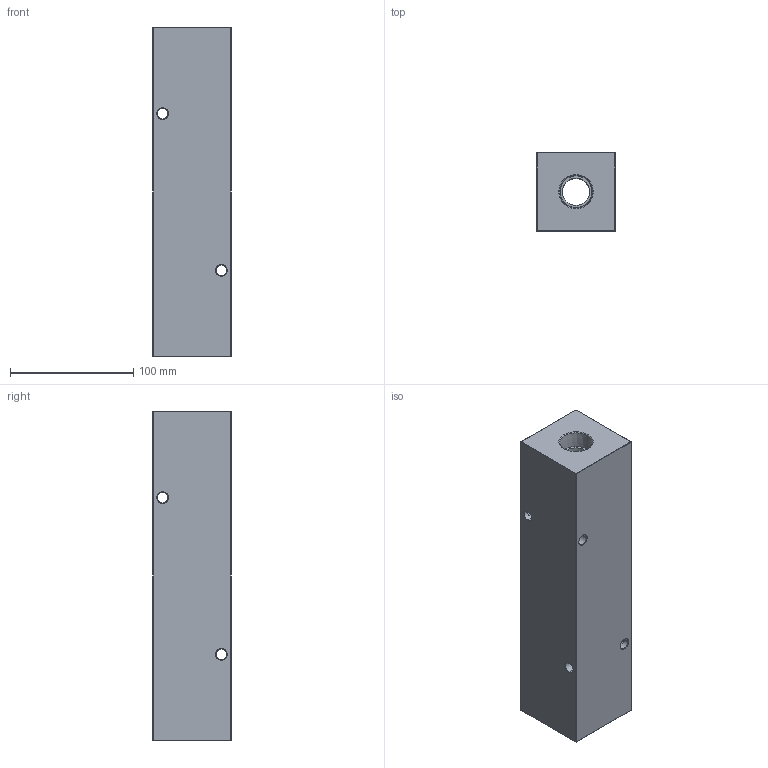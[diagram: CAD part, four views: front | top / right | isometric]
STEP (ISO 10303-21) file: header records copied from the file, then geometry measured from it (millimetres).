
FILE_DESCRIPTION (( 'STEP AP214' ), '1' );
FILE_NAME ('HM-4-0-P-12-8.STEP', '2020-02-28T20:28:53', ( '' ), ( '' ), 'SwSTEP 2.0', 'SolidWorks 2019', '' );
FILE_SCHEMA (( 'AUTOMOTIVE_DESIGN' ));
Length unit declared in the file: inch
Products named in the file (1): HM-4-0-P-12-8
Bounding box: 63.5 x 63.5 x 266.7 mm (x, y, z)
Volume: 926441.8 mm3; surface area: 102987.2 mm2
Topology: 1 solids, 1 shells, 490 faces, 1276 edges, 832 vertices
Faces by surface type: plane 250, bspline 182, cone 32, cylinder 26
Entity records: 30226 total; most frequent: CARTESIAN_POINT 13277, ORIENTED_EDGE 2552, DIRECTION 1586, EDGE_CURVE 1276, VERTEX_POINT 832, VECTOR 808, LINE 808, EDGE_LOOP 556
